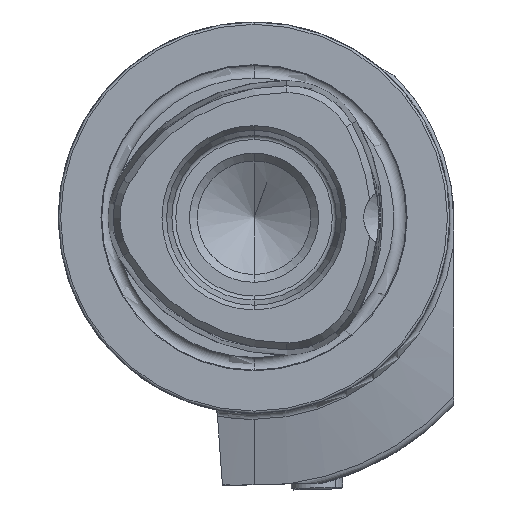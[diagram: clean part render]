
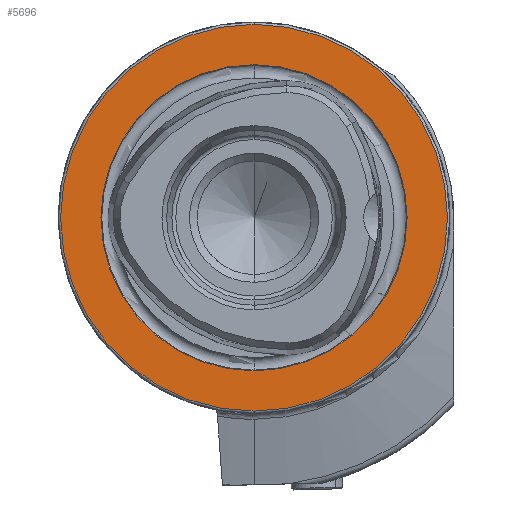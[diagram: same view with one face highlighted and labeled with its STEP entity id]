
A CAD part, left-side view. The second image highlights one B-rep face of the part: STEP entity #5696.
In plain terms, the highlighted planar face has unit normal (-1, 0, 0).
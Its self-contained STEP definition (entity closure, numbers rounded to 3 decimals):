
#327 = DIRECTION ( 'NONE',  ( 0., 0., 1. ) ) ;
#607 = VERTEX_POINT ( 'NONE', #783 ) ;
#783 = CARTESIAN_POINT ( 'NONE',  ( 0., 0., -24.7 ) ) ;
#1002 = CARTESIAN_POINT ( 'NONE',  ( 0., 0., 0. ) ) ;
#1068 = CARTESIAN_POINT ( 'NONE',  ( 0., 0., 0. ) ) ;
#1160 = DIRECTION ( 'NONE',  ( -1., 0., 0. ) ) ;
#1319 = AXIS2_PLACEMENT_3D ( 'NONE', #5194, #5919, #8793 ) ;
#1786 = CARTESIAN_POINT ( 'NONE',  ( 0., 19.55, 0. ) ) ;
#2120 = ORIENTED_EDGE ( 'NONE', *, *, #8732, .F. ) ;
#2208 = CARTESIAN_POINT ( 'NONE',  ( 0., 0., -19.55 ) ) ;
#2247 = EDGE_CURVE ( 'NONE', #8580, #2486, #6470, .T. ) ;
#2381 = AXIS2_PLACEMENT_3D ( 'NONE', #1068, #1160, #8028 ) ;
#2486 = VERTEX_POINT ( 'NONE', #2208 ) ;
#2543 = FACE_BOUND ( 'NONE', #3816, .T. ) ;
#3741 = DIRECTION ( 'NONE',  ( -1., 0., 0. ) ) ;
#3816 = EDGE_LOOP ( 'NONE', ( #4200, #2120 ) ) ;
#4189 = CARTESIAN_POINT ( 'NONE',  ( 0., 0., 24.7 ) ) ;
#4200 = ORIENTED_EDGE ( 'NONE', *, *, #2247, .F. ) ;
#4289 = AXIS2_PLACEMENT_3D ( 'NONE', #1002, #3741, #327 ) ;
#4530 = ORIENTED_EDGE ( 'NONE', *, *, #4638, .T. ) ;
#4638 = EDGE_CURVE ( 'NONE', #607, #6710, #5677, .T. ) ;
#4772 = DIRECTION ( 'NONE',  ( -1., 0., 0. ) ) ;
#5194 = CARTESIAN_POINT ( 'NONE',  ( 0., 0., 0. ) ) ;
#5453 = CARTESIAN_POINT ( 'NONE',  ( 0., 0., 0. ) ) ;
#5677 = CIRCLE ( 'NONE', #2381, 24.7 ) ;
#5696 = ADVANCED_FACE ( 'NONE', ( #2543, #8032 ), #7278, .F. ) ;
#5774 = CIRCLE ( 'NONE', #1319, 19.55 ) ;
#5919 = DIRECTION ( 'NONE',  ( -1., 0., 0. ) ) ;
#6188 = EDGE_LOOP ( 'NONE', ( #7975, #4530 ) ) ;
#6465 = EDGE_CURVE ( 'NONE', #6710, #607, #7868, .T. ) ;
#6470 = CIRCLE ( 'NONE', #8471, 19.55 ) ;
#6710 = VERTEX_POINT ( 'NONE', #4189 ) ;
#6819 = AXIS2_PLACEMENT_3D ( 'NONE', #1786, #7234, #7986 ) ;
#7091 = CARTESIAN_POINT ( 'NONE',  ( 0., 0., 19.55 ) ) ;
#7234 = DIRECTION ( 'NONE',  ( 1., 0., 0. ) ) ;
#7278 = PLANE ( 'NONE',  #6819 ) ;
#7423 = DIRECTION ( 'NONE',  ( 0., 0., 1. ) ) ;
#7868 = CIRCLE ( 'NONE', #4289, 24.7 ) ;
#7975 = ORIENTED_EDGE ( 'NONE', *, *, #6465, .T. ) ;
#7986 = DIRECTION ( 'NONE',  ( 0., 0., -1. ) ) ;
#8028 = DIRECTION ( 'NONE',  ( 0., 0., 1. ) ) ;
#8032 = FACE_OUTER_BOUND ( 'NONE', #6188, .T. ) ;
#8471 = AXIS2_PLACEMENT_3D ( 'NONE', #5453, #4772, #7423 ) ;
#8580 = VERTEX_POINT ( 'NONE', #7091 ) ;
#8732 = EDGE_CURVE ( 'NONE', #2486, #8580, #5774, .T. ) ;
#8793 = DIRECTION ( 'NONE',  ( 0., 0., 1. ) ) ;
